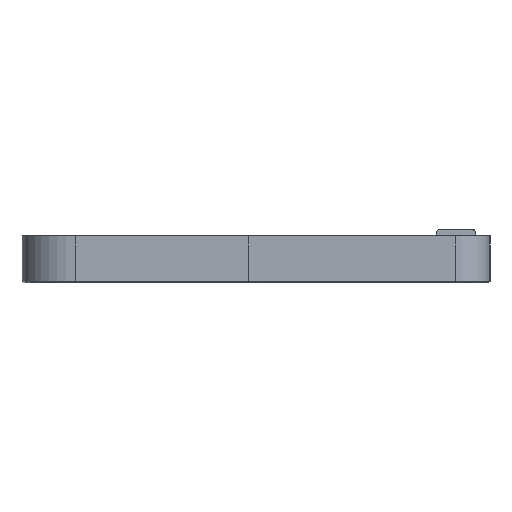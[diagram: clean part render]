
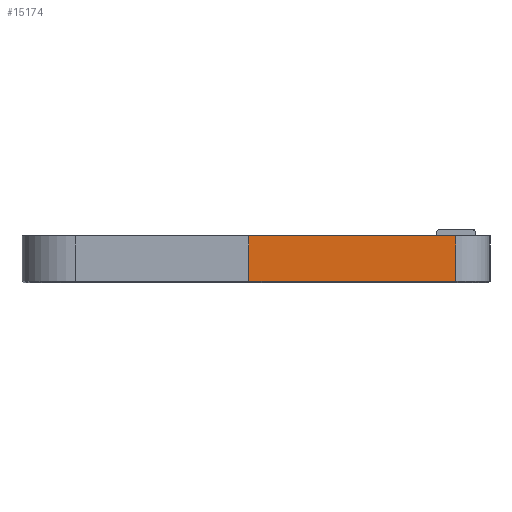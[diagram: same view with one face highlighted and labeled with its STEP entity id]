
A CAD part, front view. The second image highlights one B-rep face of the part: STEP entity #15174.
In plain terms, the highlighted planar face has unit normal (-0.002, -1, 0).
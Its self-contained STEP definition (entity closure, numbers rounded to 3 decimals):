
#1744=FACE_OUTER_BOUND('',#2722,.T.);
#2722=EDGE_LOOP('',(#13377,#13378,#13379,#13380));
#3338=LINE('',#22336,#4977);
#4311=LINE('',#26184,#5950);
#4370=LINE('',#26331,#6009);
#4371=LINE('',#26333,#6010);
#4977=VECTOR('',#17814,10.);
#5950=VECTOR('',#20207,10.);
#6009=VECTOR('',#20364,10.);
#6010=VECTOR('',#20367,10.);
#6669=VERTEX_POINT('',#22330);
#6670=VERTEX_POINT('',#22334);
#7270=VERTEX_POINT('',#26181);
#7271=VERTEX_POINT('',#26183);
#8099=EDGE_CURVE('',#6669,#6670,#3338,.T.);
#9303=EDGE_CURVE('',#7270,#7271,#4311,.T.);
#9377=EDGE_CURVE('',#7271,#6669,#4370,.T.);
#9378=EDGE_CURVE('',#7270,#6670,#4371,.T.);
#13377=ORIENTED_EDGE('',*,*,#8099,.F.);
#13378=ORIENTED_EDGE('',*,*,#9377,.F.);
#13379=ORIENTED_EDGE('',*,*,#9303,.F.);
#13380=ORIENTED_EDGE('',*,*,#9378,.T.);
#14292=PLANE('',#16426);
#15174=ADVANCED_FACE('',(#1744),#14292,.T.);
#16426=AXIS2_PLACEMENT_3D('',#26332,#20365,#20366);
#17814=DIRECTION('',(-1.,0.002,0.));
#20207=DIRECTION('',(1.,-0.002,0.));
#20364=DIRECTION('',(0.,0.,-1.));
#20365=DIRECTION('center_axis',(-0.002,-1.,
0.));
#20366=DIRECTION('ref_axis',(-1.,0.002,0.));
#20367=DIRECTION('',(0.,0.,-1.));
#22330=CARTESIAN_POINT('',(34.817,-31.056,0.2));
#22334=CARTESIAN_POINT('',(3.972,-31.,0.2));
#22336=CARTESIAN_POINT('',(19.894,-31.029,0.2));
#26181=CARTESIAN_POINT('',(3.972,-31.,7.));
#26183=CARTESIAN_POINT('',(34.817,-31.056,7.));
#26184=CARTESIAN_POINT('',(29.817,-31.046,7.));
#26331=CARTESIAN_POINT('',(34.817,-31.056,6.));
#26332=CARTESIAN_POINT('Origin',(39.817,-31.065,6.));
#26333=CARTESIAN_POINT('',(3.972,-31.,3.));
